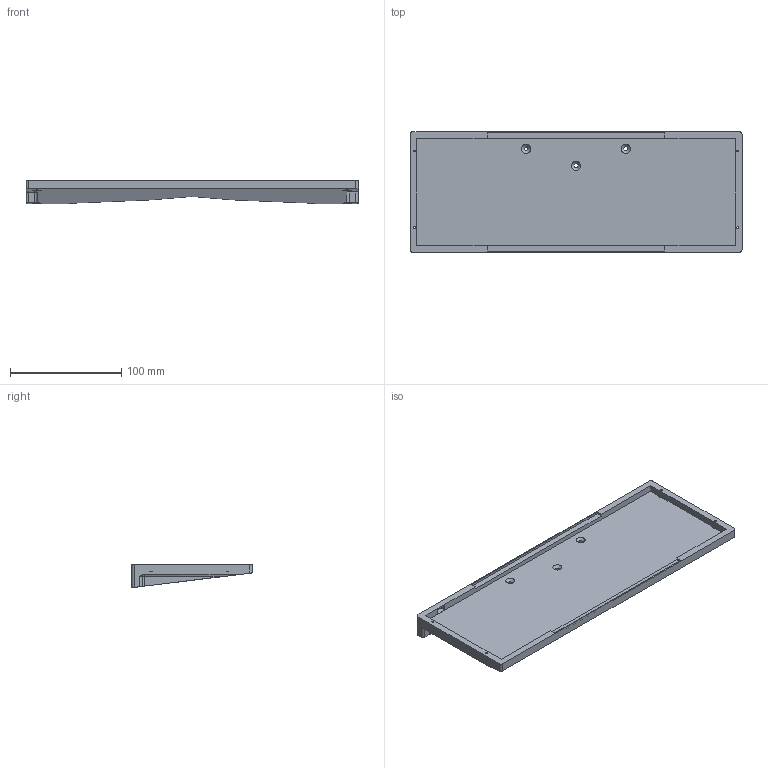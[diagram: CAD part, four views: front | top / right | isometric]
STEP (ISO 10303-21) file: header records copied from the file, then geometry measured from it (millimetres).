
FILE_DESCRIPTION(/* description */ (''),/* implementation_level */ '2;1');
FILE_NAME(/* name */ 'BottomCase.step',/* time_stamp */ '2022-03-27T19:37:24-04:00',/* author */ (''),/* organization */ (''),/* preprocessor_version */ 'ST-DEVELOPER v18.1',/* originating_system */ 'Autodesk Translation Framework v10.13.0.1454',/* authorisation */ '');
FILE_SCHEMA (('AUTOMOTIVE_DESIGN { 1 0 10303 214 3 1 1 }'));
Length unit declared in the file: millimetre
Products named in the file (1): BottomCase
Bounding box: 298.7 x 108.2 x 20.97 mm (x, y, z)
Volume: 236638.8 mm3; surface area: 81235.9 mm2
Topology: 1 solids, 1 shells, 92 faces, 226 edges, 145 vertices
Faces by surface type: plane 46, cylinder 35, torus 6, cone 3, bspline 2
Full cylindrical faces by diameter (mm): 1.623 x4, 3.332 x1, 4 x2, 6 x4, 8 x4
Entity records: 2801 total; most frequent: CARTESIAN_POINT 490, DIRECTION 487, ORIENTED_EDGE 452, EDGE_CURVE 226, AXIS2_PLACEMENT_3D 172, VERTEX_POINT 145, LINE 143, VECTOR 143
